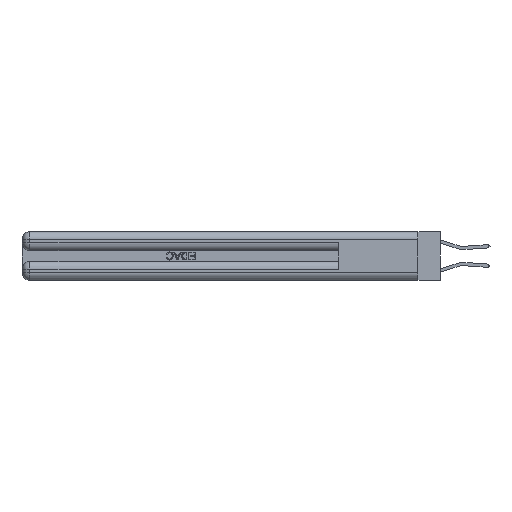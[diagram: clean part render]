
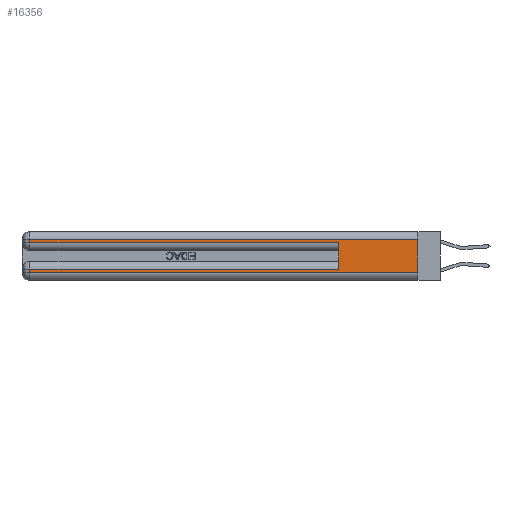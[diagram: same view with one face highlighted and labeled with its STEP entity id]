
A CAD part, left-side view. The second image highlights one B-rep face of the part: STEP entity #16356.
In plain terms, the highlighted planar face has unit normal (-1, 0, 0).
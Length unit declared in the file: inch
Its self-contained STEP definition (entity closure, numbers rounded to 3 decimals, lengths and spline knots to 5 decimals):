
#1021 = CARTESIAN_POINT ( 'NONE',  ( 0., 0., 0.31 ) ) ;
#1447 = DIRECTION ( 'NONE',  ( 0., 0., -1. ) ) ;
#1683 = VECTOR ( 'NONE', #21273, 39.37008 ) ;
#1805 = EDGE_CURVE ( 'NONE', #14544, #26384, #24545, .T. ) ;
#3461 = CARTESIAN_POINT ( 'NONE',  ( 0., 2.94, 0.085 ) ) ;
#3959 = CARTESIAN_POINT ( 'NONE',  ( 0., 0., 0.085 ) ) ;
#3974 = LINE ( 'NONE', #27890, #31739 ) ;
#4160 = DIRECTION ( 'NONE',  ( 0., -1., 0. ) ) ;
#4192 = EDGE_CURVE ( 'NONE', #19383, #7484, #3974, .T. ) ;
#4239 = LINE ( 'NONE', #7029, #11611 ) ;
#4369 = ORIENTED_EDGE ( 'NONE', *, *, #19404, .T. ) ;
#4830 = LINE ( 'NONE', #18870, #33449 ) ;
#5182 = ORIENTED_EDGE ( 'NONE', *, *, #10522, .T. ) ;
#5642 = FACE_OUTER_BOUND ( 'NONE', #29523, .T. ) ;
#6473 = ORIENTED_EDGE ( 'NONE', *, *, #4192, .T. ) ;
#6989 = VERTEX_POINT ( 'NONE', #8984 ) ;
#7029 = CARTESIAN_POINT ( 'NONE',  ( 0., 2.94, 0.37 ) ) ;
#7109 = EDGE_CURVE ( 'NONE', #12374, #6989, #10566, .T. ) ;
#7484 = VERTEX_POINT ( 'NONE', #11127 ) ;
#8473 = DIRECTION ( 'NONE',  ( 0., 0., -1. ) ) ;
#8984 = CARTESIAN_POINT ( 'NONE',  ( 0., 0., 0.06 ) ) ;
#9073 = LINE ( 'NONE', #10107, #1683 ) ;
#9883 = VERTEX_POINT ( 'NONE', #15963 ) ;
#10107 = CARTESIAN_POINT ( 'NONE',  ( 0., 0., 0.285 ) ) ;
#10522 = EDGE_CURVE ( 'NONE', #7484, #9883, #9073, .T. ) ;
#10566 = LINE ( 'NONE', #14810, #17088 ) ;
#11127 = CARTESIAN_POINT ( 'NONE',  ( 0., 2.94, 0.285 ) ) ;
#11482 = ORIENTED_EDGE ( 'NONE', *, *, #20873, .T. ) ;
#11611 = VECTOR ( 'NONE', #1447, 39.37008 ) ;
#12000 = DIRECTION ( 'NONE',  ( 0., 0., -1. ) ) ;
#12289 = CARTESIAN_POINT ( 'NONE',  ( 0., 2.94, 0.31 ) ) ;
#12374 = VERTEX_POINT ( 'NONE', #1021 ) ;
#12921 = CARTESIAN_POINT ( 'NONE',  ( 0., 0., 0.37 ) ) ;
#13566 = LINE ( 'NONE', #23465, #33924 ) ;
#14544 = VERTEX_POINT ( 'NONE', #32408 ) ;
#14810 = CARTESIAN_POINT ( 'NONE',  ( 0., 0., 0.37 ) ) ;
#14984 = VECTOR ( 'NONE', #19570, 39.37008 ) ;
#15274 = ORIENTED_EDGE ( 'NONE', *, *, #1805, .T. ) ;
#15732 = DIRECTION ( 'NONE',  ( 0., 0., -1. ) ) ;
#15963 = CARTESIAN_POINT ( 'NONE',  ( 0., 0.6, 0.285 ) ) ;
#16203 = DIRECTION ( 'NONE',  ( 0., 1., 0. ) ) ;
#16356 = ADVANCED_FACE ( 'NONE', ( #5642 ), #23992, .F. ) ;
#16792 = CARTESIAN_POINT ( 'NONE',  ( 0., 0.6, 0.145 ) ) ;
#17088 = VECTOR ( 'NONE', #12000, 39.37008 ) ;
#17167 = VECTOR ( 'NONE', #28823, 39.37008 ) ;
#17644 = ORIENTED_EDGE ( 'NONE', *, *, #28486, .F. ) ;
#18870 = CARTESIAN_POINT ( 'NONE',  ( 0., 0., 0.31 ) ) ;
#19383 = VERTEX_POINT ( 'NONE', #12289 ) ;
#19404 = EDGE_CURVE ( 'NONE', #35385, #6989, #13566, .T. ) ;
#19570 = DIRECTION ( 'NONE',  ( 0., 0., 1. ) ) ;
#20873 = EDGE_CURVE ( 'NONE', #12374, #19383, #4830, .T. ) ;
#21273 = DIRECTION ( 'NONE',  ( 0., -1., 0. ) ) ;
#21465 = ORIENTED_EDGE ( 'NONE', *, *, #23031, .T. ) ;
#22374 = LINE ( 'NONE', #16792, #14984 ) ;
#23031 = EDGE_CURVE ( 'NONE', #26384, #35385, #4239, .T. ) ;
#23465 = CARTESIAN_POINT ( 'NONE',  ( 0., 0., 0.06 ) ) ;
#23992 = PLANE ( 'NONE',  #27699 ) ;
#24545 = LINE ( 'NONE', #3959, #17167 ) ;
#26384 = VERTEX_POINT ( 'NONE', #3461 ) ;
#27699 = AXIS2_PLACEMENT_3D ( 'NONE', #12921, #32319, #15732 ) ;
#27890 = CARTESIAN_POINT ( 'NONE',  ( 0., 2.94, 0.37 ) ) ;
#27892 = CARTESIAN_POINT ( 'NONE',  ( 0., 2.94, 0.06 ) ) ;
#28486 = EDGE_CURVE ( 'NONE', #14544, #9883, #22374, .T. ) ;
#28823 = DIRECTION ( 'NONE',  ( 0., 1., 0. ) ) ;
#29523 = EDGE_LOOP ( 'NONE', ( #32136, #11482, #6473, #5182, #17644, #15274, #21465, #4369 ) ) ;
#31739 = VECTOR ( 'NONE', #8473, 39.37008 ) ;
#32136 = ORIENTED_EDGE ( 'NONE', *, *, #7109, .F. ) ;
#32319 = DIRECTION ( 'NONE',  ( 1., 0., 0. ) ) ;
#32408 = CARTESIAN_POINT ( 'NONE',  ( 0., 0.6, 0.085 ) ) ;
#33449 = VECTOR ( 'NONE', #16203, 39.37008 ) ;
#33924 = VECTOR ( 'NONE', #4160, 39.37008 ) ;
#35385 = VERTEX_POINT ( 'NONE', #27892 ) ;
